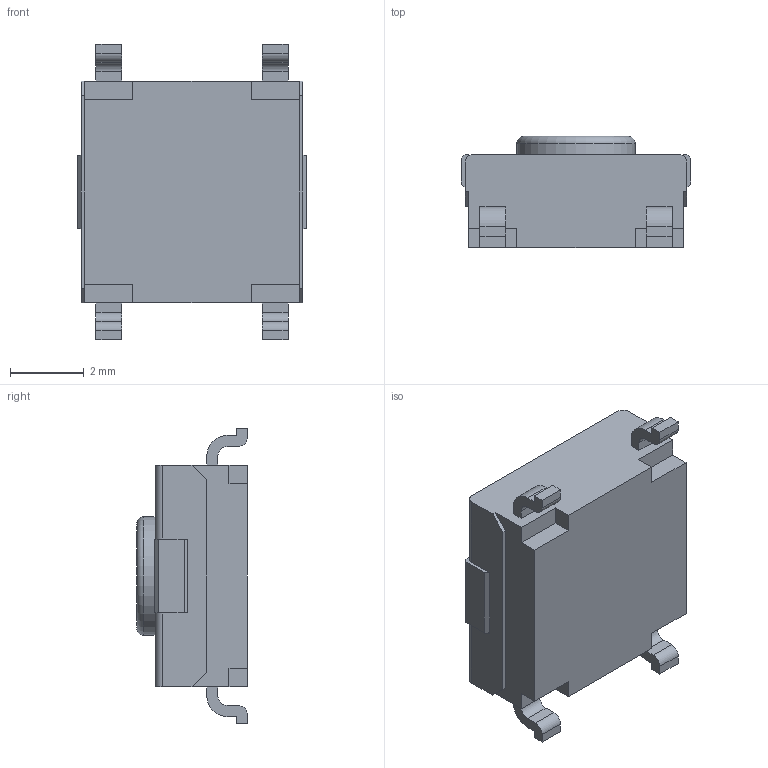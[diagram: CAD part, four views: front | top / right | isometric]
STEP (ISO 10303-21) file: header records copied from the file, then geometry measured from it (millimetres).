
FILE_DESCRIPTION(/* description */ ('STEP AP214'),/* implementation_level */ '2;1');
FILE_NAME(/* name */ '6028133d2e25961580b18516',/* time_stamp */ '2021-02-13T17:58:22+00:00',/* author */ (''),/* organization */ (''),/* preprocessor_version */ 'ST-DEVELOPER v18.1',/* originating_system */ ' ',/* authorisation */ ' ');
FILE_SCHEMA (('AUTOMOTIVE_DESIGN {1 0 10303 214 3 1 1}'));
Length unit declared in the file: metre
Products named in the file (1): B3FS-1000P_1
Bounding box: 6.2 x 3 x 8 mm (x, y, z)
Volume: 92.9 mm3; surface area: 148.4 mm2
Topology: 1 solids, 1 shells, 93 faces, 257 edges, 171 vertices
Faces by surface type: plane 77, cylinder 15, torus 1
Full cylindrical faces by diameter (mm): 3.2 x1
Entity records: 3079 total; most frequent: CARTESIAN_POINT 520, ORIENTED_EDGE 510, DIRECTION 478, EDGE_CURVE 255, LINE 220, VECTOR 220, VERTEX_POINT 171, AXIS2_PLACEMENT_3D 129
